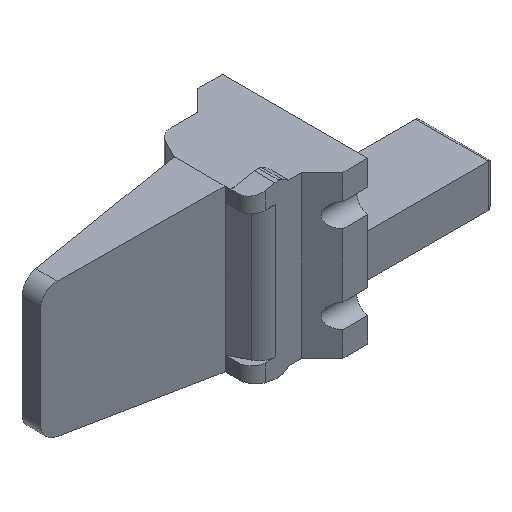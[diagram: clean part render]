
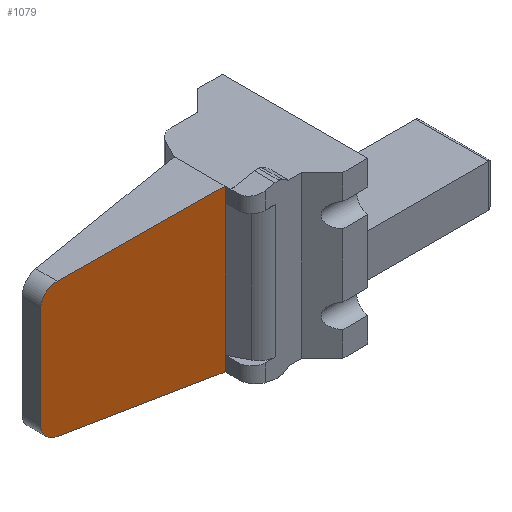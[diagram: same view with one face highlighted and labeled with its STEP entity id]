
A CAD part, isometric view. The second image highlights one B-rep face of the part: STEP entity #1079.
In plain terms, the highlighted planar face has unit normal (-0.095, -0.996, 0).
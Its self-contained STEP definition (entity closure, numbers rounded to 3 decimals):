
#79=DIRECTION('',(0.,0.,1.));
#80=VECTOR('',#79,0.7);
#81=CARTESIAN_POINT('',(-4.6,-1.225,-3.875));
#82=LINE('',#81,#80);
#83=DIRECTION('',(0.992,-0.095,-0.086));
#84=VECTOR('',#83,7.43);
#85=CARTESIAN_POINT('',(-11.969,-0.52,
-3.238));
#86=LINE('',#85,#84);
#87=CARTESIAN_POINT('',(-12.7,-0.45,-2.441));
#88=CARTESIAN_POINT('',(-12.7,-0.45,-2.564));
#89=CARTESIAN_POINT('',(-12.65,-0.455,
-2.763));
#90=CARTESIAN_POINT('',(-12.5,-0.469,
-2.993));
#91=CARTESIAN_POINT('',(-12.284,-0.49,
-3.161));
#92=CARTESIAN_POINT('',(-12.09,-0.508,
-3.228));
#93=CARTESIAN_POINT('',(-11.969,-0.52,
-3.238));
#95=DIRECTION('',(0.,0.,1.));
#96=VECTOR('',#95,4.882);
#97=CARTESIAN_POINT('',(-12.7,-0.45,-2.441));
#98=LINE('',#97,#96);
#99=CARTESIAN_POINT('',(-11.969,-0.52,3.238));
#100=CARTESIAN_POINT('',(-12.09,-0.508,
3.228));
#101=CARTESIAN_POINT('',(-12.284,-0.49,
3.161));
#102=CARTESIAN_POINT('',(-12.5,-0.469,
2.993));
#103=CARTESIAN_POINT('',(-12.65,-0.455,
2.763));
#104=CARTESIAN_POINT('',(-12.7,-0.45,2.564));
#105=CARTESIAN_POINT('',(-12.7,-0.45,2.441));
#107=DIRECTION('',(-0.992,0.095,-0.086));
#108=VECTOR('',#107,7.43);
#109=CARTESIAN_POINT('',(-4.6,-1.225,3.875));
#110=LINE('',#109,#108);
#111=DIRECTION('',(0.,0.,1.));
#112=VECTOR('',#111,0.7);
#113=CARTESIAN_POINT('',(-4.6,-1.225,3.175));
#114=LINE('',#113,#112);
#289=DIRECTION('',(0.,0.,1.));
#290=VECTOR('',#289,6.35);
#291=CARTESIAN_POINT('',(-4.6,-1.225,-3.175));
#292=LINE('',#291,#290);
#804=VERTEX_POINT('',#87);
#805=VERTEX_POINT('',#93);
#810=CARTESIAN_POINT('',(-11.969,-0.52,
3.238));
#812=VERTEX_POINT('',#810);
#814=VERTEX_POINT('',#105);
#932=CARTESIAN_POINT('',(-4.6,-1.225,-3.875));
#933=CARTESIAN_POINT('',(-4.6,-1.225,-3.175));
#934=VERTEX_POINT('',#932);
#935=VERTEX_POINT('',#933);
#936=CARTESIAN_POINT('',(-4.6,-1.225,3.175));
#937=CARTESIAN_POINT('',(-4.6,-1.225,3.875));
#938=VERTEX_POINT('',#936);
#939=VERTEX_POINT('',#937);
#1058=CARTESIAN_POINT('',(-12.7,-0.45,-3.875));
#1059=DIRECTION('',(-0.095,-0.995,0.));
#1060=DIRECTION('',(0.995,-0.095,0.));
#1061=AXIS2_PLACEMENT_3D('',#1058,#1059,#1060);
#1062=PLANE('',#1061);
#1064=ORIENTED_EDGE('',*,*,#1063,.F.);
#1065=ORIENTED_EDGE('',*,*,#1020,.F.);
#1066=ORIENTED_EDGE('',*,*,#1049,.F.);
#1068=ORIENTED_EDGE('',*,*,#1067,.T.);
#1070=ORIENTED_EDGE('',*,*,#1069,.F.);
#1072=ORIENTED_EDGE('',*,*,#1071,.F.);
#1074=ORIENTED_EDGE('',*,*,#1073,.F.);
#1076=ORIENTED_EDGE('',*,*,#1075,.F.);
#1077=EDGE_LOOP('',(#1064,#1065,#1066,#1068,#1070,#1072,#1074,#1076));
#1078=FACE_OUTER_BOUND('',#1077,.F.);
#1079=ADVANCED_FACE('',(#1078),#1062,.T.);
#94=B_SPLINE_CURVE_WITH_KNOTS('',3,(#87,#88,#89,#90,#91,#92,#93),.UNSPECIFIED.,
.F.,.F.,(4,1,1,1,4),(0.,0.25,0.5,0.75,1.),.UNSPECIFIED.);
#106=B_SPLINE_CURVE_WITH_KNOTS('',3,(#99,#100,#101,#102,#103,#104,#105),
.UNSPECIFIED.,.F.,.F.,(4,1,1,1,4),(0.,0.25,0.5,0.75,1.),
.UNSPECIFIED.);
#1020=EDGE_CURVE('',#805,#934,#86,.T.);
#1049=EDGE_CURVE('',#804,#805,#94,.T.);
#1063=EDGE_CURVE('',#934,#935,#82,.T.);
#1067=EDGE_CURVE('',#804,#814,#98,.T.);
#1069=EDGE_CURVE('',#812,#814,#106,.T.);
#1071=EDGE_CURVE('',#939,#812,#110,.T.);
#1073=EDGE_CURVE('',#938,#939,#114,.T.);
#1075=EDGE_CURVE('',#935,#938,#292,.T.);
